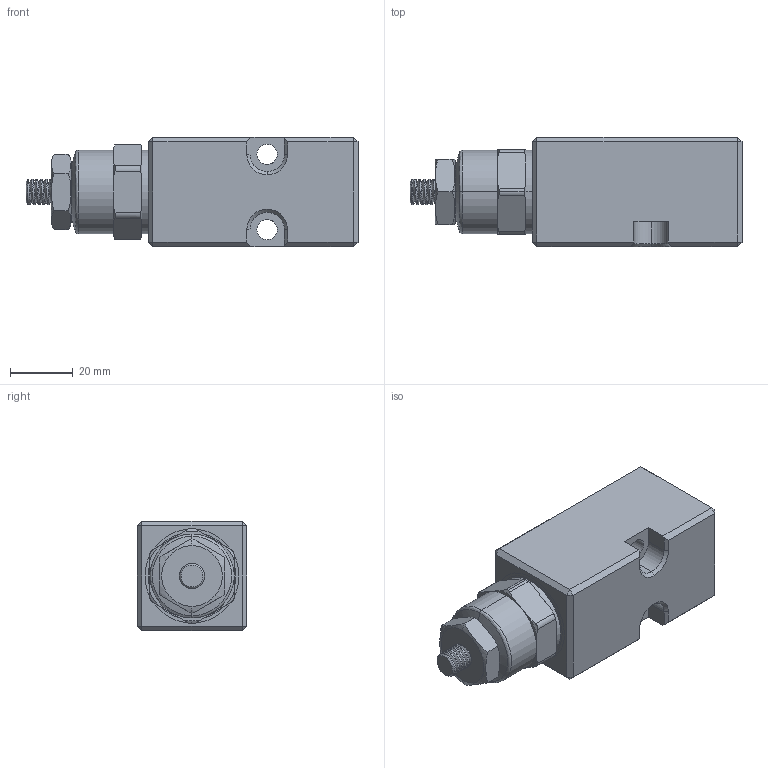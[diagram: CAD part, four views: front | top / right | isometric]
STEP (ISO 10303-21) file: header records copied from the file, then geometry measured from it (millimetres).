
FILE_DESCRIPTION (( 'STEP AP214' ), '1' );
FILE_NAME ('CLGË³Ðò·§.STEP', '2019-03-30T06:11:57', ( '' ), ( '' ), 'SwSTEP 2.0', 'SolidWorks 2016', '' );
FILE_SCHEMA (( 'AUTOMOTIVE_DESIGN' ));
Length unit declared in the file: millimetre
Products named in the file (6): M8蹟譫; 覃揤蹟佪; 綴裔; 脣蚾蹟裝; 掛极0; CLG佼唗概
Assembly tree (5 placements, depth 2):
  CLG佼唗概
    掛极0
    脣蚾蹟裝
    綴裔
    覃揤蹟佪
    M8蹟譫
Bounding box: 106 x 35 x 35 mm (x, y, z)
Volume: 69839.7 mm3; surface area: 27774.2 mm2
Topology: 5 solids, 5 shells, 233 faces, 566 edges, 353 vertices
Faces by surface type: cylinder 103, plane 77, cone 45, bspline 8
Entity records: 8947 total; most frequent: CARTESIAN_POINT 3433, ORIENTED_EDGE 1120, DIRECTION 1085, EDGE_CURVE 560, AXIS2_PLACEMENT_3D 416, VERTEX_POINT 353, EDGE_LOOP 267, LINE 253
